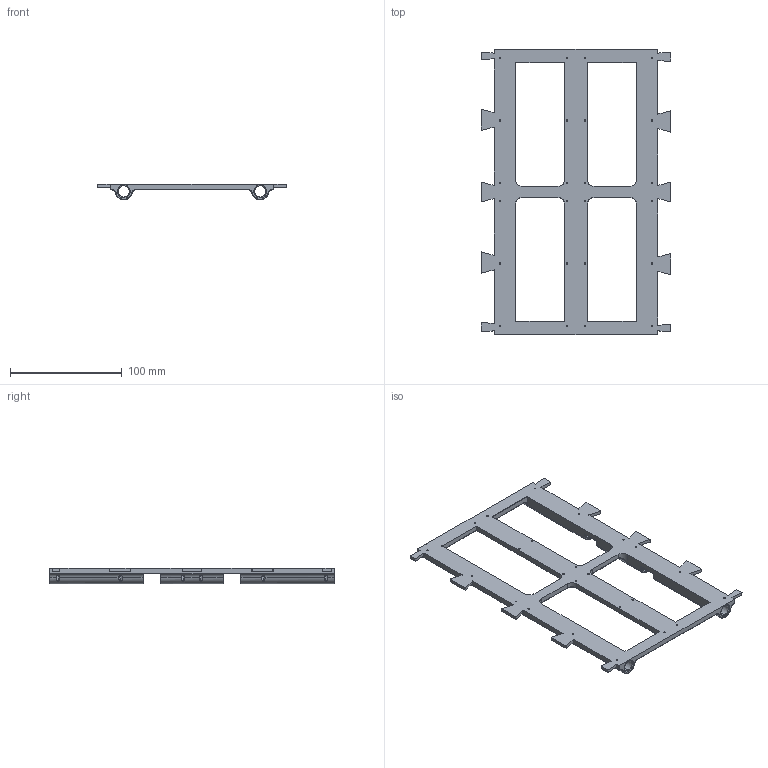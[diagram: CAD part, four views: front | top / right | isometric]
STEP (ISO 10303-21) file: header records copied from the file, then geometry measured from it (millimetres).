
FILE_DESCRIPTION (( 'STEP AP214' ), '1' );
FILE_NAME ('Center Brace.STEP', '2025-01-26T08:29:34', ( '' ), ( '' ), 'SwSTEP 2.0', 'SolidWorks 2024', '' );
FILE_SCHEMA (( 'AUTOMOTIVE_DESIGN' ));
Length unit declared in the file: millimetre
Products named in the file (1): Center Brace
Bounding box: 170 x 255.6 x 14 mm (x, y, z)
Volume: 106596.6 mm3; surface area: 69651.3 mm2
Topology: 1 solids, 1 shells, 469 faces, 1257 edges, 746 vertices
Faces by surface type: bspline 231, cylinder 124, plane 88, torus 26
Entity records: 29815 total; most frequent: CARTESIAN_POINT 20272, ORIENTED_EDGE 2450, EDGE_CURVE 1225, DIRECTION 1175, VERTEX_POINT 746, B_SPLINE_CURVE_WITH_KNOTS 742, EDGE_LOOP 525, ADVANCED_FACE 469
